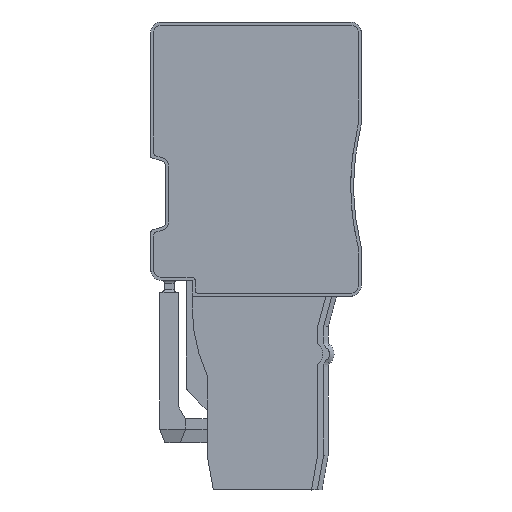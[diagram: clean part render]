
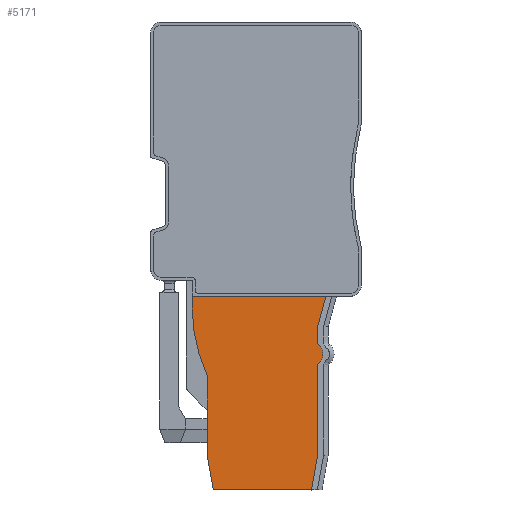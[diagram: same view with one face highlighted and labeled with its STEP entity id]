
A CAD part, left-side view. The second image highlights one B-rep face of the part: STEP entity #5171.
In plain terms, the highlighted planar face has unit normal (-1, 0, 0).
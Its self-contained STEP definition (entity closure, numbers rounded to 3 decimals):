
#5048=AXIS2_PLACEMENT_3D('Plane Axis2P3D',#5045,#5046,#5047) ;
#5059=AXIS2_PLACEMENT_3D('Circle Axis2P3D',#5057,#5058,$) ;
#5114=AXIS2_PLACEMENT_3D('Circle Axis2P3D',#5112,#5113,$) ;
#5121=AXIS2_PLACEMENT_3D('Circle Axis2P3D',#5119,#5120,$) ;
#961=CARTESIAN_POINT('Vertex',(0.65,11.25,12.9)) ;
#964=CARTESIAN_POINT('Line Origine',(0.65,6.8,12.9)) ;
#968=CARTESIAN_POINT('Vertex',(0.65,2.35,12.9)) ;
#1927=CARTESIAN_POINT('Vertex',(0.65,11.25,12.183)) ;
#1932=CARTESIAN_POINT('Line Origine',(0.65,11.25,12.541)) ;
#5045=CARTESIAN_POINT('Axis2P3D Location',(0.65,2.9,12.9)) ;
#5050=CARTESIAN_POINT('Line Origine',(0.65,2.622,11.886)) ;
#5054=CARTESIAN_POINT('Vertex',(0.65,2.893,10.873)) ;
#5057=CARTESIAN_POINT('Axis2P3D Location',(0.65,0.25,12.183)) ;
#5061=CARTESIAN_POINT('Vertex',(0.65,10.25,7.6)) ;
#5064=CARTESIAN_POINT('Line Origine',(0.65,10.25,4.95)) ;
#5068=CARTESIAN_POINT('Vertex',(0.65,10.25,2.3)) ;
#5071=CARTESIAN_POINT('Line Origine',(0.65,10.047,1.15)) ;
#5075=CARTESIAN_POINT('Vertex',(0.65,9.844,0.)) ;
#5078=CARTESIAN_POINT('Line Origine',(0.65,6.575,0.)) ;
#5082=CARTESIAN_POINT('Vertex',(0.65,3.306,0.)) ;
#5085=CARTESIAN_POINT('Line Origine',(0.65,3.103,1.15)) ;
#5089=CARTESIAN_POINT('Vertex',(0.65,2.9,2.3)) ;
#5092=CARTESIAN_POINT('Line Origine',(0.65,2.9,5.273)) ;
#5096=CARTESIAN_POINT('Vertex',(0.65,2.9,8.245)) ;
#5100=CARTESIAN_POINT('Control Point',(0.65,2.9,8.245)) ;
#5101=CARTESIAN_POINT('Control Point',(0.65,2.9,8.275)) ;
#5102=CARTESIAN_POINT('Control Point',(0.65,2.896,8.304)) ;
#5103=CARTESIAN_POINT('Control Point',(0.65,2.889,8.333)) ;
#5104=CARTESIAN_POINT('Control Point',(0.65,2.871,8.379)) ;
#5105=CARTESIAN_POINT('Control Point',(0.65,2.845,8.421)) ;
#5106=CARTESIAN_POINT('Control Point',(0.65,2.832,8.437)) ;
#5107=CARTESIAN_POINT('Control Point',(0.65,2.819,8.451)) ;
#5108=CARTESIAN_POINT('Control Point',(0.65,2.805,8.465)) ;
#5109=CARTESIAN_POINT('Vertex',(0.65,2.805,8.465)) ;
#5112=CARTESIAN_POINT('Axis2P3D Location',(0.65,3.35,9.05)) ;
#5116=CARTESIAN_POINT('Vertex',(0.65,2.55,9.05)) ;
#5119=CARTESIAN_POINT('Axis2P3D Location',(0.65,3.35,9.05)) ;
#5123=CARTESIAN_POINT('Vertex',(0.65,2.805,9.635)) ;
#5127=CARTESIAN_POINT('Control Point',(0.65,2.805,9.635)) ;
#5128=CARTESIAN_POINT('Control Point',(0.65,2.826,9.655)) ;
#5129=CARTESIAN_POINT('Control Point',(0.65,2.845,9.678)) ;
#5130=CARTESIAN_POINT('Control Point',(0.65,2.861,9.703)) ;
#5131=CARTESIAN_POINT('Control Point',(0.65,2.883,9.748)) ;
#5132=CARTESIAN_POINT('Control Point',(0.65,2.895,9.795)) ;
#5133=CARTESIAN_POINT('Control Point',(0.65,2.898,9.815)) ;
#5134=CARTESIAN_POINT('Control Point',(0.65,2.9,9.835)) ;
#5135=CARTESIAN_POINT('Control Point',(0.65,2.9,9.855)) ;
#5136=CARTESIAN_POINT('Vertex',(0.65,2.9,9.855)) ;
#5139=CARTESIAN_POINT('Line Origine',(0.65,2.9,10.338)) ;
#5143=CARTESIAN_POINT('Vertex',(0.65,2.9,10.821)) ;
#5147=CARTESIAN_POINT('Control Point',(0.65,2.9,10.821)) ;
#5148=CARTESIAN_POINT('Control Point',(0.65,2.9,10.832)) ;
#5149=CARTESIAN_POINT('Control Point',(0.65,2.899,10.842)) ;
#5150=CARTESIAN_POINT('Control Point',(0.65,2.898,10.852)) ;
#5151=CARTESIAN_POINT('Control Point',(0.65,2.896,10.863)) ;
#5152=CARTESIAN_POINT('Control Point',(0.65,2.893,10.873)) ;
#965=DIRECTION('Vector Direction',(0.,1.,0.)) ;
#1933=DIRECTION('Vector Direction',(0.,0.,-1.)) ;
#5046=DIRECTION('Axis2P3D Direction',(-1.,0.,0.)) ;
#5047=DIRECTION('Axis2P3D XDirection',(0.,-1.,0.)) ;
#5051=DIRECTION('Vector Direction',(0.,-0.259,0.966)) ;
#5058=DIRECTION('Axis2P3D Direction',(-1.,0.,0.)) ;
#5065=DIRECTION('Vector Direction',(0.,0.,-1.)) ;
#5072=DIRECTION('Vector Direction',(0.,-0.174,-0.985)) ;
#5079=DIRECTION('Vector Direction',(0.,-1.,0.)) ;
#5086=DIRECTION('Vector Direction',(0.,-0.174,0.985)) ;
#5093=DIRECTION('Vector Direction',(0.,0.,1.)) ;
#5113=DIRECTION('Axis2P3D Direction',(-1.,0.,0.)) ;
#5120=DIRECTION('Axis2P3D Direction',(-1.,0.,0.)) ;
#5140=DIRECTION('Vector Direction',(0.,0.,1.)) ;
#966=VECTOR('Line Direction',#965,1.) ;
#1934=VECTOR('Line Direction',#1933,1.) ;
#5052=VECTOR('Line Direction',#5051,1.) ;
#5066=VECTOR('Line Direction',#5065,1.) ;
#5073=VECTOR('Line Direction',#5072,1.) ;
#5080=VECTOR('Line Direction',#5079,1.) ;
#5087=VECTOR('Line Direction',#5086,1.) ;
#5094=VECTOR('Line Direction',#5093,1.) ;
#5141=VECTOR('Line Direction',#5140,1.) ;
#5155=ORIENTED_EDGE('',*,*,#5056,.T.) ;
#5156=ORIENTED_EDGE('',*,*,#970,.T.) ;
#5157=ORIENTED_EDGE('',*,*,#1936,.T.) ;
#5158=ORIENTED_EDGE('',*,*,#5063,.T.) ;
#5159=ORIENTED_EDGE('',*,*,#5070,.T.) ;
#5160=ORIENTED_EDGE('',*,*,#5077,.T.) ;
#5161=ORIENTED_EDGE('',*,*,#5084,.T.) ;
#5162=ORIENTED_EDGE('',*,*,#5091,.T.) ;
#5163=ORIENTED_EDGE('',*,*,#5098,.T.) ;
#5164=ORIENTED_EDGE('',*,*,#5111,.T.) ;
#5165=ORIENTED_EDGE('',*,*,#5118,.T.) ;
#5166=ORIENTED_EDGE('',*,*,#5125,.T.) ;
#5167=ORIENTED_EDGE('',*,*,#5138,.T.) ;
#5168=ORIENTED_EDGE('',*,*,#5145,.T.) ;
#5169=ORIENTED_EDGE('',*,*,#5153,.T.) ;
#5171=ADVANCED_FACE('V2 L',(#5170),#5049,.T.) ;
#5099=B_SPLINE_CURVE_WITH_KNOTS('',5,(#5100,#5101,#5102,#5103,#5104,#5105,#5106,#5107,#5108),.UNSPECIFIED.,.F.,.U.,(6,3,6),(0.,0.21,0.352),.UNSPECIFIED.) ;
#5126=B_SPLINE_CURVE_WITH_KNOTS('',5,(#5127,#5128,#5129,#5130,#5131,#5132,#5133,#5134,#5135),.UNSPECIFIED.,.F.,.U.,(6,3,6),(0.,0.21,0.352),.UNSPECIFIED.) ;
#5146=B_SPLINE_CURVE_WITH_KNOTS('',5,(#5147,#5148,#5149,#5150,#5151,#5152),.UNSPECIFIED.,.F.,.U.,(6,6),(0.,0.074),.UNSPECIFIED.) ;
#5060=CIRCLE('generated circle',#5059,11.) ;
#5115=CIRCLE('generated circle',#5114,0.8) ;
#5122=CIRCLE('generated circle',#5121,0.8) ;
#970=EDGE_CURVE('',#969,#962,#967,.T.) ;
#1936=EDGE_CURVE('',#962,#1928,#1935,.T.) ;
#5056=EDGE_CURVE('',#5055,#969,#5053,.T.) ;
#5063=EDGE_CURVE('',#1928,#5062,#5060,.T.) ;
#5070=EDGE_CURVE('',#5062,#5069,#5067,.T.) ;
#5077=EDGE_CURVE('',#5069,#5076,#5074,.T.) ;
#5084=EDGE_CURVE('',#5076,#5083,#5081,.T.) ;
#5091=EDGE_CURVE('',#5083,#5090,#5088,.T.) ;
#5098=EDGE_CURVE('',#5090,#5097,#5095,.T.) ;
#5111=EDGE_CURVE('',#5097,#5110,#5099,.T.) ;
#5118=EDGE_CURVE('',#5110,#5117,#5115,.T.) ;
#5125=EDGE_CURVE('',#5117,#5124,#5122,.T.) ;
#5138=EDGE_CURVE('',#5124,#5137,#5126,.T.) ;
#5145=EDGE_CURVE('',#5137,#5144,#5142,.T.) ;
#5153=EDGE_CURVE('',#5144,#5055,#5146,.T.) ;
#5154=EDGE_LOOP('',(#5155,#5156,#5157,#5158,#5159,#5160,#5161,#5162,#5163,#5164,#5165,#5166,#5167,#5168,#5169)) ;
#5170=FACE_OUTER_BOUND('',#5154,.T.) ;
#967=LINE('Line',#964,#966) ;
#1935=LINE('Line',#1932,#1934) ;
#5053=LINE('Line',#5050,#5052) ;
#5067=LINE('Line',#5064,#5066) ;
#5074=LINE('Line',#5071,#5073) ;
#5081=LINE('Line',#5078,#5080) ;
#5088=LINE('Line',#5085,#5087) ;
#5095=LINE('Line',#5092,#5094) ;
#5142=LINE('Line',#5139,#5141) ;
#5049=PLANE('',#5048) ;
#962=VERTEX_POINT('',#961) ;
#969=VERTEX_POINT('',#968) ;
#1928=VERTEX_POINT('',#1927) ;
#5055=VERTEX_POINT('',#5054) ;
#5062=VERTEX_POINT('',#5061) ;
#5069=VERTEX_POINT('',#5068) ;
#5076=VERTEX_POINT('',#5075) ;
#5083=VERTEX_POINT('',#5082) ;
#5090=VERTEX_POINT('',#5089) ;
#5097=VERTEX_POINT('',#5096) ;
#5110=VERTEX_POINT('',#5109) ;
#5117=VERTEX_POINT('',#5116) ;
#5124=VERTEX_POINT('',#5123) ;
#5137=VERTEX_POINT('',#5136) ;
#5144=VERTEX_POINT('',#5143) ;
